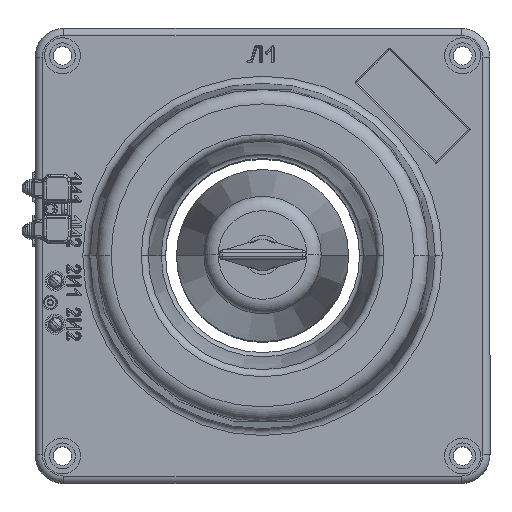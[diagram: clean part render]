
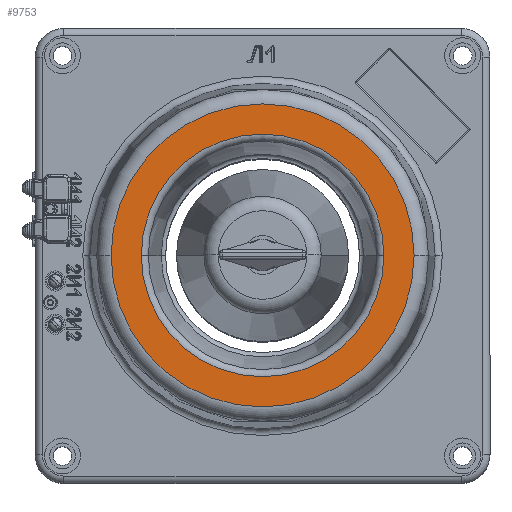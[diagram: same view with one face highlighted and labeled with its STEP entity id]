
A CAD part, top view. The second image highlights one B-rep face of the part: STEP entity #9753.
In plain terms, the highlighted planar face has unit normal (0, 0, 1).
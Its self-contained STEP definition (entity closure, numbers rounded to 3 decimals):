
#879 = PLANE ( 'NONE',  #17368 ) ;
#882 = DIRECTION ( 'NONE',  ( 0., 0., 1. ) ) ;
#888 = DIRECTION ( 'NONE',  ( 1., 0., 0. ) ) ;
#895 = CARTESIAN_POINT ( 'NONE',  ( 0., 0., 295. ) ) ;
#1460 = CIRCLE ( 'NONE', #13463, 84.29 ) ;
#1532 = CIRCLE ( 'NONE', #13497, 105.267 ) ;
#1534 = CIRCLE ( 'NONE', #13475, 105.267 ) ;
#1652 = CIRCLE ( 'NONE', #13540, 84.29 ) ;
#3540 = ORIENTED_EDGE ( 'NONE', *, *, #16619, .T. ) ;
#3562 = ORIENTED_EDGE ( 'NONE', *, *, #16601, .T. ) ;
#3586 = ORIENTED_EDGE ( 'NONE', *, *, #16553, .T. ) ;
#3602 = ORIENTED_EDGE ( 'NONE', *, *, #16685, .T. ) ;
#4606 = FACE_OUTER_BOUND ( 'NONE', #9503, .T. ) ;
#4653 = FACE_BOUND ( 'NONE', #9534, .T. ) ;
#9503 = EDGE_LOOP ( 'NONE', ( #3562, #3540 ) ) ;
#9534 = EDGE_LOOP ( 'NONE', ( #3602, #3586 ) ) ;
#9753 = ADVANCED_FACE ( 'NONE', ( #4606, #4653 ), #879, .T. ) ;
#11860 = CARTESIAN_POINT ( 'NONE',  ( -84.29, 0., 295. ) ) ;
#11861 = CARTESIAN_POINT ( 'NONE',  ( 105.267, 0., 295. ) ) ;
#11898 = CARTESIAN_POINT ( 'NONE',  ( 84.29, 0., 295. ) ) ;
#11933 = CARTESIAN_POINT ( 'NONE',  ( -105.267, 0., 295. ) ) ;
#13463 = AXIS2_PLACEMENT_3D ( 'NONE', #17615, #17659, #17636 ) ;
#13475 = AXIS2_PLACEMENT_3D ( 'NONE', #17877, #17863, #17854 ) ;
#13497 = AXIS2_PLACEMENT_3D ( 'NONE', #18008, #17979, #17955 ) ;
#13540 = AXIS2_PLACEMENT_3D ( 'NONE', #18235, #18312, #18324 ) ;
#15020 = VERTEX_POINT ( 'NONE', #11933 ) ;
#15028 = VERTEX_POINT ( 'NONE', #11860 ) ;
#15035 = VERTEX_POINT ( 'NONE', #11861 ) ;
#15051 = VERTEX_POINT ( 'NONE', #11898 ) ;
#16553 = EDGE_CURVE ( 'NONE', #15028, #15051, #1460, .T. ) ;
#16601 = EDGE_CURVE ( 'NONE', #15035, #15020, #1534, .T. ) ;
#16619 = EDGE_CURVE ( 'NONE', #15020, #15035, #1532, .T. ) ;
#16685 = EDGE_CURVE ( 'NONE', #15051, #15028, #1652, .T. ) ;
#17368 = AXIS2_PLACEMENT_3D ( 'NONE', #895, #882, #888 ) ;
#17615 = CARTESIAN_POINT ( 'NONE',  ( 0., 0., 295. ) ) ;
#17636 = DIRECTION ( 'NONE',  ( 1., 0., 0. ) ) ;
#17659 = DIRECTION ( 'NONE',  ( 0., 0., -1. ) ) ;
#17854 = DIRECTION ( 'NONE',  ( 1., 0., 0. ) ) ;
#17863 = DIRECTION ( 'NONE',  ( 0., 0., 1. ) ) ;
#17877 = CARTESIAN_POINT ( 'NONE',  ( 0., 0., 295. ) ) ;
#17955 = DIRECTION ( 'NONE',  ( 1., 0., 0. ) ) ;
#17979 = DIRECTION ( 'NONE',  ( 0., 0., 1. ) ) ;
#18008 = CARTESIAN_POINT ( 'NONE',  ( 0., 0., 295. ) ) ;
#18235 = CARTESIAN_POINT ( 'NONE',  ( 0., 0., 295. ) ) ;
#18312 = DIRECTION ( 'NONE',  ( 0., 0., -1. ) ) ;
#18324 = DIRECTION ( 'NONE',  ( 1., 0., 0. ) ) ;
